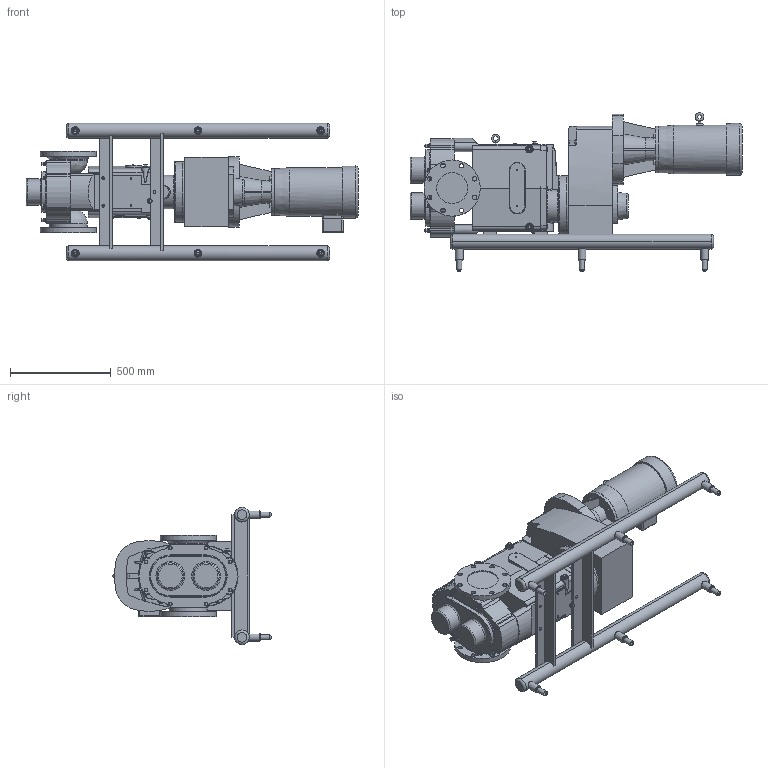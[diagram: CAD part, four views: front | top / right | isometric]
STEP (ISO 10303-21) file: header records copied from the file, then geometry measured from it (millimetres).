
FILE_DESCRIPTION(/* description */ (''),/* implementation_level */ '2;1');
FILE_NAME(/* name */ 'U1_320U1_213TC_6.0x6.0_S-Line_7.5HP_LH_SM.stp',/* time_stamp */ '2021-05-24T16:26:39+06:00',/* author */ ('trtmhr'),/* organization */ (''),/* preprocessor_version */ 'ST-DEVELOPER v18.1',/* originating_system */ 'Autodesk Inventor 2020',/* authorisation */ '');
FILE_SCHEMA (('AUTOMOTIVE_DESIGN { 1 0 10303 214 3 1 1 }'));
Length unit declared in the file: inch
Products named in the file (1): U1_320U1_213TC_6.0x6.0_S-Line_7.5HP_LH_SM
Bounding box: 1649.68 x 786.27 x 682.62 mm (x, y, z)
Volume: 149576536.4 mm3; surface area: 4007067.9 mm2
Topology: 4 solids, 4 shells, 1019 faces, 2735 edges, 1797 vertices
Faces by surface type: plane 472, cylinder 286, bspline 112, torus 89, cone 51, sphere 9
Full cylindrical faces by diameter (mm): 6.39 x1, 7.62 x6, 7.798 x1, 12.141 x1, 14.275 x8, 14.3 x3, 15.24 x1, 19.05 x8, 22.225 x16, 23.876 x3, 25.4 x10, 29.21 x1, 31.75 x3, 38.1 x10, 42.672 x2, 130.175 x2, 153.924 x2, 190.5 x2, 232.994 x1, 241.579 x1, 258.572 x1, 279.4 x2, 299.974 x1, 299.999 x1
Entity records: 35972 total; most frequent: CARTESIAN_POINT 10304, ORIENTED_EDGE 5436, DIRECTION 5258, EDGE_CURVE 2718, AXIS2_PLACEMENT_3D 1979, VERTEX_POINT 1797, LINE 1300, VECTOR 1300
